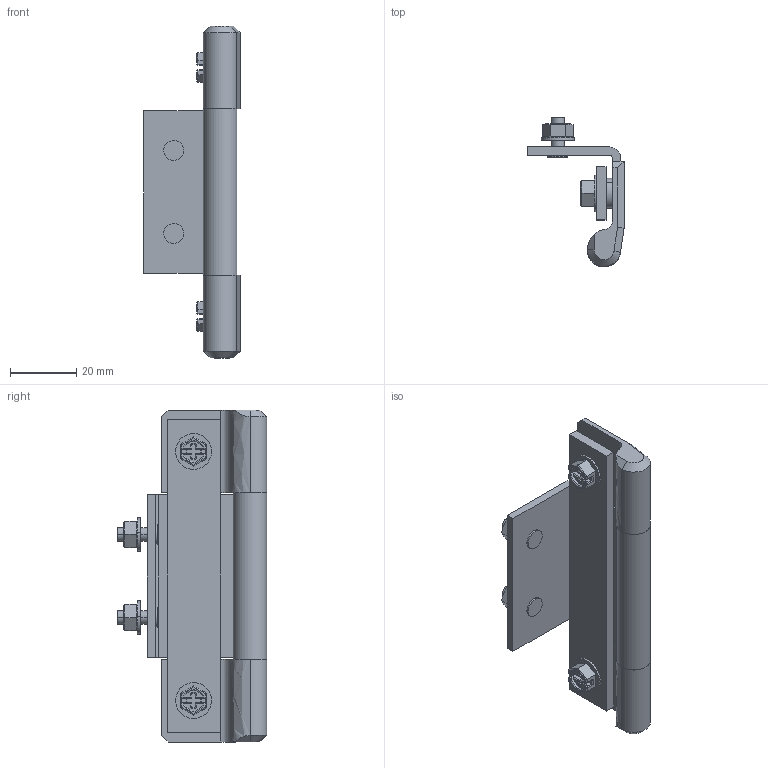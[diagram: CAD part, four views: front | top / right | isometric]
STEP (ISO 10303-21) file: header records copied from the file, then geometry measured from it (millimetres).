
FILE_DESCRIPTION((''),'2;1');
FILE_NAME('','2006-11-07T16:05:56',(''),(''),'','CADfix','');
FILE_SCHEMA(('AUTOMOTIVE_DESIGN'));
Length unit declared in the file: millimetre
Products named in the file (9): hinge pieces_B_mr; washer; nut; screw; shaft; hinge pieces_B; hinge pieces_A; bracket; TEH_1110_U26_3523_36
Assembly tree (11 placements, depth 2):
  TEH_1110_U26_3523_36
    hinge pieces_B_mr
    washer  x2
    nut  x2
    screw  x2
    shaft
    hinge pieces_B
    hinge pieces_A
    bracket
Bounding box: 29 x 45.04 x 100 mm (x, y, z)
Volume: 23999.8 mm3; surface area: 20252.8 mm2
Topology: 11 solids, 11 shells, 344 faces, 915 edges, 605 vertices
Faces by surface type: bspline 344
Entity records: 7647 total; most frequent: CARTESIAN_POINT 4031, ORIENTED_EDGE 1214, EDGE_CURVE 607, VERTEX_POINT 411, QUASI_UNIFORM_CURVE 284, EDGE_LOOP 242, FACE_OUTER_BOUND 223, ADVANCED_FACE 223
